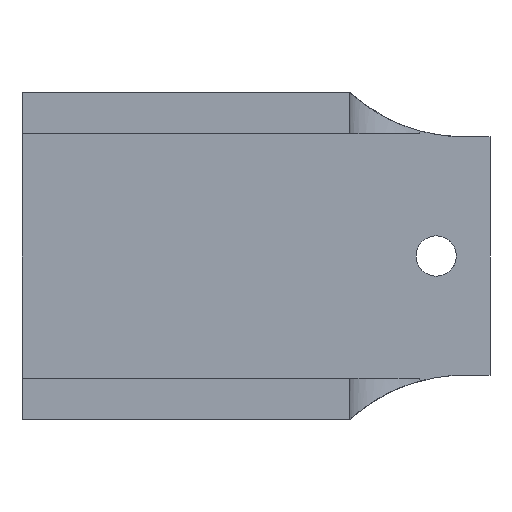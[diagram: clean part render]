
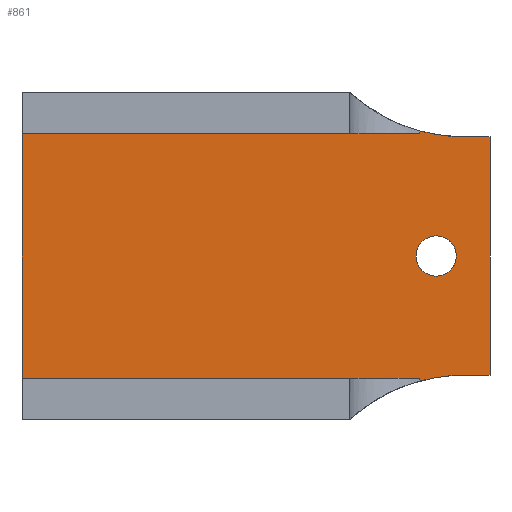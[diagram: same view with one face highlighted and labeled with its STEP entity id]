
A CAD part, front view. The second image highlights one B-rep face of the part: STEP entity #861.
In plain terms, the highlighted planar face has unit normal (0, -1, 0).
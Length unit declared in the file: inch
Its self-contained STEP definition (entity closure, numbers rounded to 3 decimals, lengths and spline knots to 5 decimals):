
#68=FACE_BOUND('',#176,.T.);
#112=FACE_OUTER_BOUND('',#175,.T.);
#175=EDGE_LOOP('',(#762,#763,#764,#765,#766,#767,#768,#769,#770,#771));
#176=EDGE_LOOP('',(#772));
#221=CIRCLE('',#940,0.70866);
#224=CIRCLE('',#945,0.70866);
#225=CIRCLE('',#949,0.08465);
#234=LINE('',#1222,#303);
#238=LINE('',#1244,#307);
#283=LINE('',#1563,#352);
#288=LINE('',#1573,#357);
#289=LINE('',#1575,#358);
#290=LINE('',#1577,#359);
#291=LINE('',#1579,#360);
#292=LINE('',#1580,#361);
#303=VECTOR('',#980,0.3937);
#307=VECTOR('',#992,0.3937);
#352=VECTOR('',#1165,0.3937);
#357=VECTOR('',#1176,0.3937);
#358=VECTOR('',#1179,0.3937);
#359=VECTOR('',#1180,0.3937);
#360=VECTOR('',#1181,0.3937);
#361=VECTOR('',#1182,0.3937);
#373=VERTEX_POINT('',#1219);
#374=VERTEX_POINT('',#1221);
#379=VERTEX_POINT('',#1243);
#434=VERTEX_POINT('',#1492);
#435=VERTEX_POINT('',#1503);
#436=VERTEX_POINT('',#1535);
#437=VERTEX_POINT('',#1537);
#438=VERTEX_POINT('',#1552);
#440=VERTEX_POINT('',#1562);
#443=VERTEX_POINT('',#1576);
#444=VERTEX_POINT('',#1578);
#452=EDGE_CURVE('',#374,#373,#234,.T.);
#459=EDGE_CURVE('',#379,#374,#238,.F.);
#537=EDGE_CURVE('',#434,#435,#221,.T.);
#543=EDGE_CURVE('',#437,#436,#224,.F.);
#545=EDGE_CURVE('',#438,#438,#225,.T.);
#550=EDGE_CURVE('',#437,#440,#283,.T.);
#556=EDGE_CURVE('',#379,#434,#288,.T.);
#557=EDGE_CURVE('',#373,#440,#289,.F.);
#558=EDGE_CURVE('',#443,#436,#290,.T.);
#559=EDGE_CURVE('',#444,#443,#291,.T.);
#560=EDGE_CURVE('',#435,#444,#292,.T.);
#762=ORIENTED_EDGE('',*,*,#452,.T.);
#763=ORIENTED_EDGE('',*,*,#557,.T.);
#764=ORIENTED_EDGE('',*,*,#550,.F.);
#765=ORIENTED_EDGE('',*,*,#543,.T.);
#766=ORIENTED_EDGE('',*,*,#558,.F.);
#767=ORIENTED_EDGE('',*,*,#559,.F.);
#768=ORIENTED_EDGE('',*,*,#560,.F.);
#769=ORIENTED_EDGE('',*,*,#537,.F.);
#770=ORIENTED_EDGE('',*,*,#556,.F.);
#771=ORIENTED_EDGE('',*,*,#459,.T.);
#772=ORIENTED_EDGE('',*,*,#545,.T.);
#817=PLANE('',#957);
#861=ADVANCED_FACE('',(#112,#68),#817,.F.);
#940=AXIS2_PLACEMENT_3D('',#1504,#1132,#1133);
#945=AXIS2_PLACEMENT_3D('',#1538,#1144,#1145);
#949=AXIS2_PLACEMENT_3D('',#1553,#1152,#1153);
#957=AXIS2_PLACEMENT_3D('',#1574,#1177,#1178);
#980=DIRECTION('',(0.,0.,-1.));
#992=DIRECTION('',(1.,0.,0.));
#1132=DIRECTION('center_axis',(0.,-1.,0.));
#1133=DIRECTION('ref_axis',(-0.677,0.,-0.736));
#1144=DIRECTION('center_axis',(0.,-1.,0.));
#1145=DIRECTION('ref_axis',(-0.677,0.,0.736));
#1152=DIRECTION('center_axis',(0.,1.,0.));
#1153=DIRECTION('ref_axis',(-1.,0.,0.));
#1165=DIRECTION('',(0.,0.,1.));
#1176=DIRECTION('',(0.,0.,1.));
#1177=DIRECTION('center_axis',(0.,1.,0.));
#1178=DIRECTION('ref_axis',(-1.,0.,0.));
#1179=DIRECTION('',(-1.,0.,0.));
#1180=DIRECTION('',(-1.,0.,0.));
#1181=DIRECTION('',(0.,0.,-1.));
#1182=DIRECTION('',(1.,0.,0.));
#1219=CARTESIAN_POINT('',(-4.23228,0.50197,-0.00197));
#1221=CARTESIAN_POINT('',(-4.23228,0.50197,1.02559));
#1222=CARTESIAN_POINT('',(-4.23228,0.50197,0.11602));
#1243=CARTESIAN_POINT('',(-2.55906,0.50197,1.02559));
#1244=CARTESIAN_POINT('',(-3.28937,0.50197,1.02559));
#1492=CARTESIAN_POINT('',(-2.55906,0.50197,1.03819));
#1503=CARTESIAN_POINT('',(-2.37467,0.50197,1.01378));
#1504=CARTESIAN_POINT('Origin',(-2.37467,0.50197,1.72244));
#1535=CARTESIAN_POINT('',(-2.37467,0.50197,0.00984));
#1537=CARTESIAN_POINT('',(-2.55906,0.50197,-0.01457));
#1538=CARTESIAN_POINT('Origin',(-2.37467,0.50197,-0.69882));
#1552=CARTESIAN_POINT('',(-2.40559,0.50197,0.51181));
#1553=CARTESIAN_POINT('Origin',(-2.49023,0.50197,0.51181));
#1562=CARTESIAN_POINT('',(-2.55906,0.50197,-0.00197));
#1563=CARTESIAN_POINT('',(-2.55906,0.50197,0.8563));
#1573=CARTESIAN_POINT('',(-2.55906,0.50197,0.8563));
#1574=CARTESIAN_POINT('Origin',(-3.54331,0.50197,0.51181));
#1575=CARTESIAN_POINT('',(-3.79724,0.50197,-0.00197));
#1576=CARTESIAN_POINT('',(-2.26378,0.50197,0.00984));
#1577=CARTESIAN_POINT('',(-2.26378,0.50197,0.00984));
#1578=CARTESIAN_POINT('',(-2.26378,0.50197,1.01378));
#1579=CARTESIAN_POINT('',(-2.26378,0.50197,1.01378));
#1580=CARTESIAN_POINT('',(-2.85433,0.50197,1.01378));
